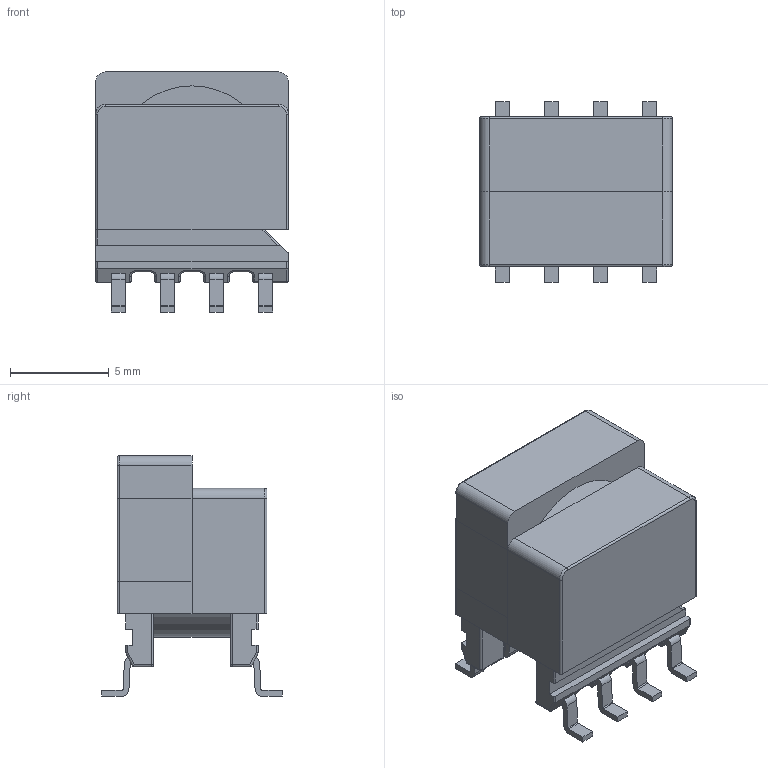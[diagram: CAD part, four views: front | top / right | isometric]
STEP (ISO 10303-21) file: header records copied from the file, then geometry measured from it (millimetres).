
FILE_DESCRIPTION( ( 'Unknown' ), '1' );
FILE_NAME( '750370040.stp', 'Unknown', ( 'Unknown' ), ( 'Unknown' ), 'XStep 1.0', 'Unknown', ' ' );
FILE_SCHEMA( ( 'automotive_design' ) );
Length unit declared in the file: millimetre
Products named in the file (3): Assem1; Gehäuse; Kern
Bounding box: 9.78 x 9.14 x 12.19 mm (x, y, z)
Volume: 753.6 mm3; surface area: 1681.5 mm2
Topology: 5 solids, 5 shells, 698 faces, 1728 edges, 1040 vertices
Faces by surface type: cylinder 322, plane 254, torus 54, bspline 48, sphere 20
Full cylindrical faces by diameter (mm): 3.28 x3, 3.3 x2, 5.7 x2
Entity records: 10448 total; most frequent: CARTESIAN_POINT 2108, DIRECTION 1812, ORIENTED_EDGE 1654, EDGE_CURVE 827, AXIS2_PLACEMENT_3D 667, VERTEX_POINT 503, LINE 478, VECTOR 478
